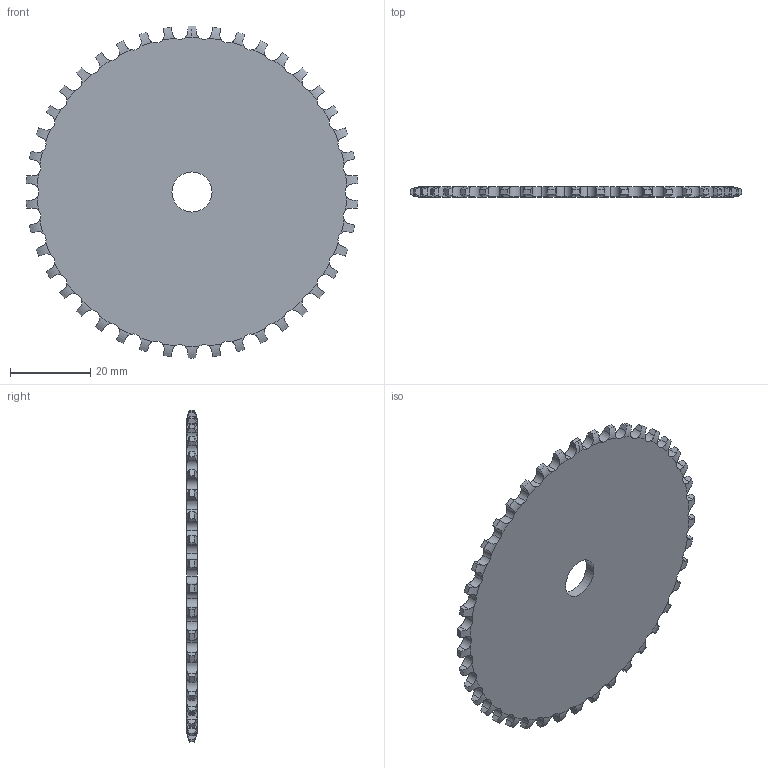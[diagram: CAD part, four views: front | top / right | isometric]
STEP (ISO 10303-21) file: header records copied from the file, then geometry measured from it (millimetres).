
FILE_DESCRIPTION(('FreeCAD Model'),'2;1');
FILE_NAME('Open CASCADE Shape Model','2022-01-09T08:46:04',('FreeCAD'),( 'FreeCAD'),'Open CASCADE STEP processor 7.4','FreeCAD','Unknown');
FILE_SCHEMA(('AUTOMOTIVE_DESIGN { 1 0 10303 214 1 1 1 1 }'));
Length unit declared in the file: millimetre
Products named in the file (1): Open CASCADE STEP translator 7.4 35
Bounding box: 82.59 x 2.6 x 82.7 mm (x, y, z)
Volume: 12431.3 mm3; surface area: 10673.8 mm2
Topology: 1 solids, 1 shells, 299 faces, 975 edges, 678 vertices
Faces by surface type: cylinder 211, revolution 86, plane 2
Full cylindrical faces by diameter (mm): 10 x1
Entity records: 35643 total; most frequent: CARTESIAN_POINT 18119, DIRECTION 2860, ORIENTED_EDGE 1950, PCURVE 1950, DEFINITIONAL_REPRESENTATION 1950, LINE 1149, VECTOR 1149, B_SPLINE_CURVE_WITH_KNOTS 1008
